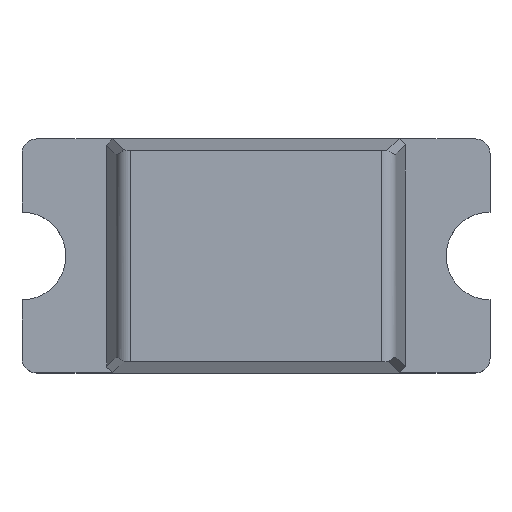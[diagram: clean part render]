
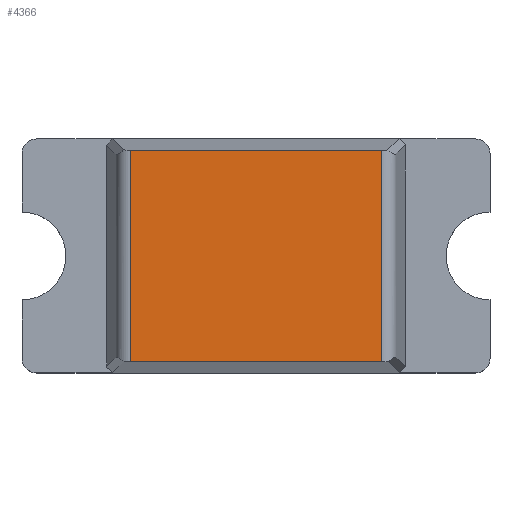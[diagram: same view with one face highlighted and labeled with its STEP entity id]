
A CAD part, top view. The second image highlights one B-rep face of the part: STEP entity #4366.
In plain terms, the highlighted planar face has unit normal (0, 0, 1).
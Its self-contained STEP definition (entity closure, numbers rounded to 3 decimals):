
#150 = DIRECTION ( 'NONE',  ( 0., -1., 0. ) ) ;
#253 = EDGE_CURVE ( 'NONE', #1840, #4321, #3694, .T. ) ;
#516 = CARTESIAN_POINT ( 'NONE',  ( -0.429, -0.341, 0.52 ) ) ;
#609 = LINE ( 'NONE', #516, #2642 ) ;
#634 = DIRECTION ( 'NONE',  ( -1., 0., 0. ) ) ;
#747 = VECTOR ( 'NONE', #634, 1000. ) ;
#984 = CARTESIAN_POINT ( 'NONE',  ( 0.429, -0.361, 0.52 ) ) ;
#1031 = FACE_OUTER_BOUND ( 'NONE', #3099, .T. ) ;
#1172 = VERTEX_POINT ( 'NONE', #3042 ) ;
#1263 = CARTESIAN_POINT ( 'NONE',  ( -0.51, 0.361, 0.52 ) ) ;
#1357 = AXIS2_PLACEMENT_3D ( 'NONE', #2081, #1671, #4081 ) ;
#1467 = VECTOR ( 'NONE', #1517, 1000. ) ;
#1481 = VERTEX_POINT ( 'NONE', #2731 ) ;
#1517 = DIRECTION ( 'NONE',  ( 0., 1., 0. ) ) ;
#1556 = ORIENTED_EDGE ( 'NONE', *, *, #2091, .T. ) ;
#1658 = EDGE_CURVE ( 'NONE', #1172, #1481, #609, .T. ) ;
#1671 = DIRECTION ( 'NONE',  ( 0., 0., 1. ) ) ;
#1840 = VERTEX_POINT ( 'NONE', #984 ) ;
#1999 = ORIENTED_EDGE ( 'NONE', *, *, #3526, .T. ) ;
#2081 = CARTESIAN_POINT ( 'NONE',  ( 0.75, -0.35, 0.52 ) ) ;
#2091 = EDGE_CURVE ( 'NONE', #4321, #1172, #4299, .T. ) ;
#2332 = CARTESIAN_POINT ( 'NONE',  ( 0.429, 0.361, 0.52 ) ) ;
#2642 = VECTOR ( 'NONE', #150, 1000. ) ;
#2731 = CARTESIAN_POINT ( 'NONE',  ( -0.429, -0.361, 0.52 ) ) ;
#3042 = CARTESIAN_POINT ( 'NONE',  ( -0.429, 0.361, 0.52 ) ) ;
#3099 = EDGE_LOOP ( 'NONE', ( #1556, #3313, #1999, #4260 ) ) ;
#3162 = DIRECTION ( 'NONE',  ( 1., 0., 0. ) ) ;
#3313 = ORIENTED_EDGE ( 'NONE', *, *, #1658, .T. ) ;
#3508 = VECTOR ( 'NONE', #3162, 1000. ) ;
#3510 = CARTESIAN_POINT ( 'NONE',  ( -0.51, -0.361, 0.52 ) ) ;
#3526 = EDGE_CURVE ( 'NONE', #1481, #1840, #3788, .T. ) ;
#3694 = LINE ( 'NONE', #4107, #1467 ) ;
#3763 = PLANE ( 'NONE',  #1357 ) ;
#3788 = LINE ( 'NONE', #3510, #3508 ) ;
#4081 = DIRECTION ( 'NONE',  ( 0., -1., 0. ) ) ;
#4107 = CARTESIAN_POINT ( 'NONE',  ( 0.429, 0.341, 0.52 ) ) ;
#4260 = ORIENTED_EDGE ( 'NONE', *, *, #253, .T. ) ;
#4299 = LINE ( 'NONE', #1263, #747 ) ;
#4321 = VERTEX_POINT ( 'NONE', #2332 ) ;
#4366 = ADVANCED_FACE ( 'NONE', ( #1031 ), #3763, .T. ) ;
